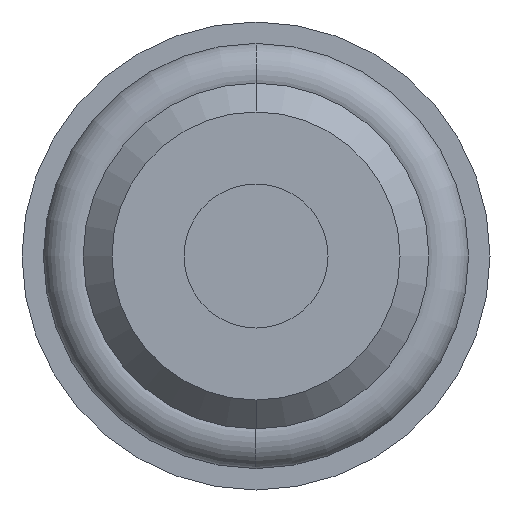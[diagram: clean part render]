
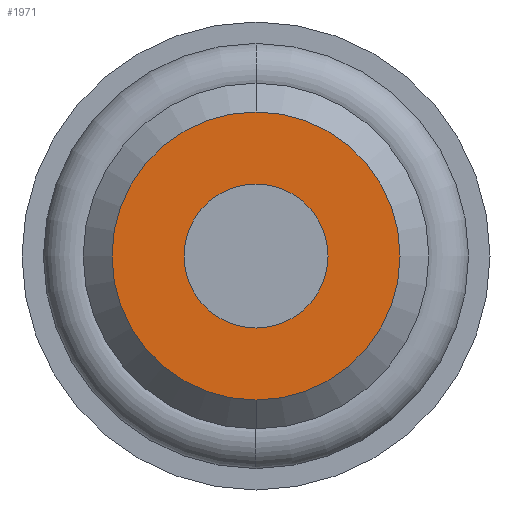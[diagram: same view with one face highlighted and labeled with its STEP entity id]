
A CAD part, front view. The second image highlights one B-rep face of the part: STEP entity #1971.
In plain terms, the highlighted planar face has unit normal (0, -1, 0).
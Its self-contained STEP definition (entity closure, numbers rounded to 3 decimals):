
#258 = DIRECTION ( 'NONE',  ( 0., 0., -1. ) ) ;
#259 = DIRECTION ( 'NONE',  ( 0., -1., 0. ) ) ;
#260 = CARTESIAN_POINT ( 'NONE',  ( 0., 0., 0. ) ) ;
#261 = AXIS2_PLACEMENT_3D ( 'NONE', #260, #259, #258 ) ;
#264 = PLANE ( 'NONE',  #261 ) ;
#267 = FACE_OUTER_BOUND ( 'NONE', #2010, .T. ) ;
#268 = FACE_BOUND ( 'NONE', #2107, .T. ) ;
#302 = DIRECTION ( 'NONE',  ( 0., -1., 0. ) ) ;
#311 = DIRECTION ( 'NONE',  ( 0., 0., -1. ) ) ;
#312 = DIRECTION ( 'NONE',  ( 0., -1., 0. ) ) ;
#313 = AXIS2_PLACEMENT_3D ( 'NONE', #353, #312, #311 ) ;
#318 = DIRECTION ( 'NONE',  ( 0., 0., -1. ) ) ;
#320 = AXIS2_PLACEMENT_3D ( 'NONE', #340, #302, #318 ) ;
#328 = CIRCLE ( 'NONE', #320, 4. ) ;
#340 = CARTESIAN_POINT ( 'NONE',  ( 0., 0., 0. ) ) ;
#344 = CIRCLE ( 'NONE', #313, 2. ) ;
#353 = CARTESIAN_POINT ( 'NONE',  ( 0., 0., 0. ) ) ;
#1060 = EDGE_CURVE ( 'NONE', #1102, #1061, #2240, .T. ) ;
#1061 = VERTEX_POINT ( 'NONE', #2296 ) ;
#1102 = VERTEX_POINT ( 'NONE', #2013 ) ;
#1136 = EDGE_CURVE ( 'NONE', #1137, #1138, #2466, .T. ) ;
#1137 = VERTEX_POINT ( 'NONE', #2470 ) ;
#1138 = VERTEX_POINT ( 'NONE', #2502 ) ;
#1971 = ADVANCED_FACE ( 'NONE', ( #268, #267 ), #264, .T. ) ;
#1977 = ORIENTED_EDGE ( 'NONE', *, *, #1136, .T. ) ;
#2010 = EDGE_LOOP ( 'NONE', ( #2097, #1977 ) ) ;
#2013 = CARTESIAN_POINT ( 'NONE',  ( 0., 0., 2. ) ) ;
#2095 = EDGE_CURVE ( 'NONE', #1138, #1137, #328, .T. ) ;
#2096 = ORIENTED_EDGE ( 'NONE', *, *, #1060, .F. ) ;
#2097 = ORIENTED_EDGE ( 'NONE', *, *, #2095, .T. ) ;
#2107 = EDGE_LOOP ( 'NONE', ( #2108, #2096 ) ) ;
#2108 = ORIENTED_EDGE ( 'NONE', *, *, #2133, .F. ) ;
#2133 = EDGE_CURVE ( 'NONE', #1061, #1102, #344, .T. ) ;
#2240 = CIRCLE ( 'NONE', #2295, 2. ) ;
#2294 = CARTESIAN_POINT ( 'NONE',  ( 0., 0., 0. ) ) ;
#2295 = AXIS2_PLACEMENT_3D ( 'NONE', #2294, #2305, #2304 ) ;
#2296 = CARTESIAN_POINT ( 'NONE',  ( 0., 0., -2. ) ) ;
#2304 = DIRECTION ( 'NONE',  ( 0., 0., -1. ) ) ;
#2305 = DIRECTION ( 'NONE',  ( 0., -1., 0. ) ) ;
#2438 = AXIS2_PLACEMENT_3D ( 'NONE', #2519, #2447, #2448 ) ;
#2447 = DIRECTION ( 'NONE',  ( 0., -1., 0. ) ) ;
#2448 = DIRECTION ( 'NONE',  ( 0., 0., -1. ) ) ;
#2466 = CIRCLE ( 'NONE', #2438, 4. ) ;
#2470 = CARTESIAN_POINT ( 'NONE',  ( 0., 0., -4. ) ) ;
#2502 = CARTESIAN_POINT ( 'NONE',  ( 0., 0., 4. ) ) ;
#2519 = CARTESIAN_POINT ( 'NONE',  ( 0., 0., 0. ) ) ;
